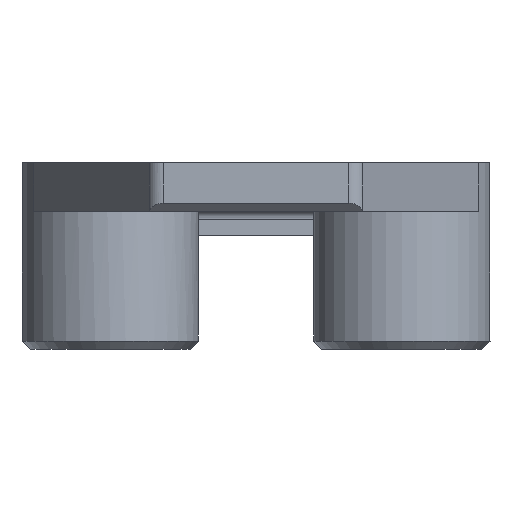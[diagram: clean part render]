
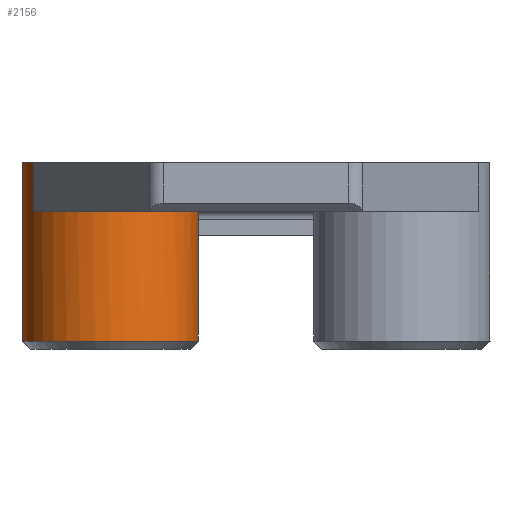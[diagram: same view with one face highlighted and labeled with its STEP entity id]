
A CAD part, front view. The second image highlights one B-rep face of the part: STEP entity #2156.
In plain terms, the highlighted cylindrical face has radius 11 mm (diameter 22 mm), a full revolution.
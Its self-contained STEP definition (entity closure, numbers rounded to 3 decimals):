
#189=FACE_OUTER_BOUND('',#330,.T.);
#330=EDGE_LOOP('',(#1748,#1749,#1750,#1751,#1752,#1753,#1754,#1755,#1756,
#1757));
#476=LINE('',#3440,#677);
#477=LINE('',#3441,#678);
#504=LINE('',#3549,#705);
#505=LINE('',#3551,#706);
#506=LINE('',#3552,#707);
#677=VECTOR('',#2747,10.);
#678=VECTOR('',#2748,1000.);
#705=VECTOR('',#2859,11.);
#706=VECTOR('',#2860,10.);
#707=VECTOR('',#2861,1000.);
#808=CIRCLE('',#2246,11.);
#809=CIRCLE('',#2247,11.);
#848=CIRCLE('',#2305,11.);
#881=CIRCLE('',#2374,11.);
#939=VERTEX_POINT('',#3205);
#940=VERTEX_POINT('',#3207);
#941=VERTEX_POINT('',#3209);
#1006=VERTEX_POINT('',#3376);
#1007=VERTEX_POINT('',#3378);
#1027=VERTEX_POINT('',#3439);
#1054=VERTEX_POINT('',#3547);
#1055=VERTEX_POINT('',#3550);
#1151=EDGE_CURVE('',#939,#940,#808,.T.);
#1152=EDGE_CURVE('',#940,#941,#809,.T.);
#1236=EDGE_CURVE('',#1006,#1007,#848,.T.);
#1266=EDGE_CURVE('',#1027,#941,#476,.T.);
#1267=EDGE_CURVE('',#1006,#1027,#477,.T.);
#1314=EDGE_CURVE('',#1054,#1054,#881,.T.);
#1315=EDGE_CURVE('',#1054,#940,#504,.T.);
#1316=EDGE_CURVE('',#1055,#939,#505,.T.);
#1317=EDGE_CURVE('',#1007,#1055,#506,.T.);
#1748=ORIENTED_EDGE('',*,*,#1314,.F.);
#1749=ORIENTED_EDGE('',*,*,#1315,.T.);
#1750=ORIENTED_EDGE('',*,*,#1151,.F.);
#1751=ORIENTED_EDGE('',*,*,#1316,.F.);
#1752=ORIENTED_EDGE('',*,*,#1317,.F.);
#1753=ORIENTED_EDGE('',*,*,#1236,.F.);
#1754=ORIENTED_EDGE('',*,*,#1267,.T.);
#1755=ORIENTED_EDGE('',*,*,#1266,.T.);
#1756=ORIENTED_EDGE('',*,*,#1152,.F.);
#1757=ORIENTED_EDGE('',*,*,#1315,.F.);
#2081=CYLINDRICAL_SURFACE('',#2373,11.);
#2156=ADVANCED_FACE('',(#189),#2081,.T.);
#2246=AXIS2_PLACEMENT_3D('',#3208,#2515,#2516);
#2247=AXIS2_PLACEMENT_3D('',#3210,#2517,#2518);
#2305=AXIS2_PLACEMENT_3D('',#3379,#2678,#2679);
#2373=AXIS2_PLACEMENT_3D('',#3546,#2855,#2856);
#2374=AXIS2_PLACEMENT_3D('',#3548,#2857,#2858);
#2515=DIRECTION('center_axis',(0.,0.,1.));
#2516=DIRECTION('ref_axis',(1.,0.,0.));
#2517=DIRECTION('center_axis',(0.,0.,1.));
#2518=DIRECTION('ref_axis',(1.,0.,0.));
#2678=DIRECTION('center_axis',(0.,0.,1.));
#2679=DIRECTION('ref_axis',(1.,0.,0.));
#2747=DIRECTION('',(0.,0.,1.));
#2748=DIRECTION('',(0.,0.,1.));
#2855=DIRECTION('center_axis',(0.,0.,-1.));
#2856=DIRECTION('ref_axis',(1.,0.,0.));
#2857=DIRECTION('center_axis',(0.,0.,-1.));
#2858=DIRECTION('ref_axis',(1.,0.,0.));
#2859=DIRECTION('',(0.,0.,1.));
#2860=DIRECTION('',(0.,0.,1.));
#2861=DIRECTION('',(0.,0.,1.));
#3205=CARTESIAN_POINT('',(-17.66,61.433,24.));
#3207=CARTESIAN_POINT('',(-24.623,51.201,24.));
#3208=CARTESIAN_POINT('Origin',(-13.623,51.201,24.));
#3209=CARTESIAN_POINT('',(-23.147,45.697,24.));
#3210=CARTESIAN_POINT('Origin',(-13.623,51.201,24.));
#3376=CARTESIAN_POINT('',(-23.147,45.697,18.));
#3378=CARTESIAN_POINT('',(-17.66,61.433,18.));
#3379=CARTESIAN_POINT('Origin',(-13.623,51.201,18.));
#3439=CARTESIAN_POINT('',(-23.147,45.697,23.));
#3440=CARTESIAN_POINT('',(-23.147,45.697,23.));
#3441=CARTESIAN_POINT('',(-23.147,45.697,18.));
#3546=CARTESIAN_POINT('Origin',(-13.623,51.201,18.));
#3547=CARTESIAN_POINT('',(-24.623,51.201,1.8));
#3548=CARTESIAN_POINT('Origin',(-13.623,51.201,1.8));
#3549=CARTESIAN_POINT('',(-24.623,51.201,18.));
#3550=CARTESIAN_POINT('',(-17.66,61.433,23.));
#3551=CARTESIAN_POINT('',(-17.66,61.433,23.));
#3552=CARTESIAN_POINT('',(-17.66,61.433,0.));
